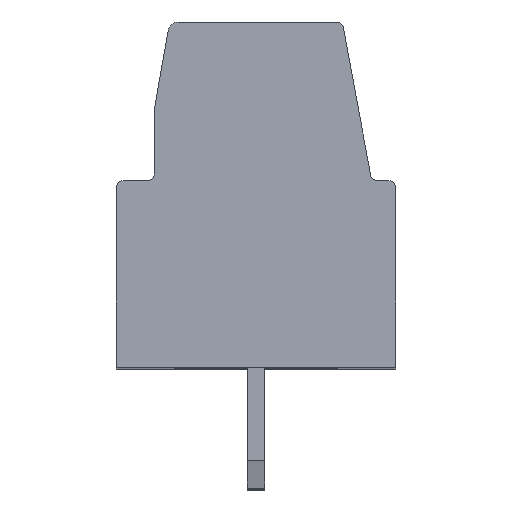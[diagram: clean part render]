
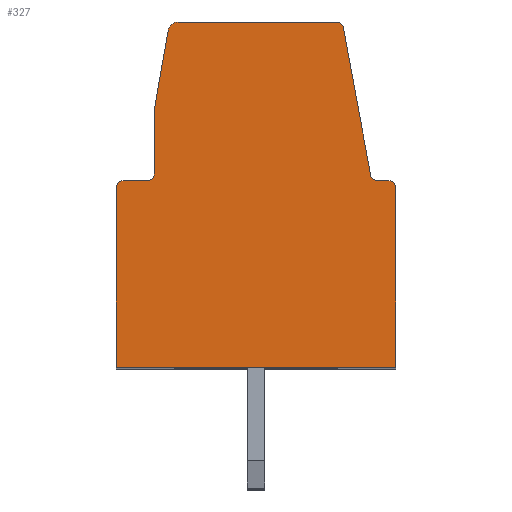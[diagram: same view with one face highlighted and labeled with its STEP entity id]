
A CAD part, top view. The second image highlights one B-rep face of the part: STEP entity #327.
In plain terms, the highlighted planar face has unit normal (0, 0, 1).
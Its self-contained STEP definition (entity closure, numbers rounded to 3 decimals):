
#327 = ADVANCED_FACE( '', ( #762 ), #763, .F. );
#762 = FACE_OUTER_BOUND( '', #1336, .T. );
#763 = PLANE( '', #1337 );
#1336 = EDGE_LOOP( '', ( #2010, #2011, #2012, #2013, #2014, #2015, #2016, #2017, #2018, #2019, #2020, #2021, #2022, #2023, #2024 ) );
#1337 = AXIS2_PLACEMENT_3D( '', #2025, #2026, #2027 );
#2010 = ORIENTED_EDGE( '', *, *, #3711, .T. );
#2011 = ORIENTED_EDGE( '', *, *, #3712, .T. );
#2012 = ORIENTED_EDGE( '', *, *, #3713, .F. );
#2013 = ORIENTED_EDGE( '', *, *, #3714, .T. );
#2014 = ORIENTED_EDGE( '', *, *, #3715, .T. );
#2015 = ORIENTED_EDGE( '', *, *, #3716, .T. );
#2016 = ORIENTED_EDGE( '', *, *, #3717, .T. );
#2017 = ORIENTED_EDGE( '', *, *, #3718, .T. );
#2018 = ORIENTED_EDGE( '', *, *, #3719, .F. );
#2019 = ORIENTED_EDGE( '', *, *, #3720, .T. );
#2020 = ORIENTED_EDGE( '', *, *, #3721, .F. );
#2021 = ORIENTED_EDGE( '', *, *, #3614, .T. );
#2022 = ORIENTED_EDGE( '', *, *, #3722, .T. );
#2023 = ORIENTED_EDGE( '', *, *, #3723, .T. );
#2024 = ORIENTED_EDGE( '', *, *, #3724, .F. );
#2025 = CARTESIAN_POINT( '', ( 0.81, -4.4, 0. ) );
#2026 = DIRECTION( '', ( 0., 0., -1. ) );
#2027 = DIRECTION( '', ( 0., 1., 0. ) );
#3614 = EDGE_CURVE( '', #4322, #4320, #4323, .T. );
#3711 = EDGE_CURVE( '', #4493, #4494, #4495, .T. );
#3712 = EDGE_CURVE( '', #4494, #4496, #4497, .T. );
#3713 = EDGE_CURVE( '', #4498, #4496, #4499, .T. );
#3714 = EDGE_CURVE( '', #4498, #4500, #4501, .T. );
#3715 = EDGE_CURVE( '', #4500, #4502, #4503, .T. );
#3716 = EDGE_CURVE( '', #4502, #4504, #4505, .T. );
#3717 = EDGE_CURVE( '', #4504, #4506, #4507, .T. );
#3718 = EDGE_CURVE( '', #4506, #4508, #4509, .T. );
#3719 = EDGE_CURVE( '', #4510, #4508, #4511, .T. );
#3720 = EDGE_CURVE( '', #4510, #4512, #4513, .T. );
#3721 = EDGE_CURVE( '', #4322, #4512, #4514, .T. );
#3722 = EDGE_CURVE( '', #4320, #4515, #4516, .T. );
#3723 = EDGE_CURVE( '', #4515, #4517, #4518, .T. );
#3724 = EDGE_CURVE( '', #4493, #4517, #4519, .T. );
#4320 = VERTEX_POINT( '', #5366 );
#4322 = VERTEX_POINT( '', #5369 );
#4323 = LINE( '', #5370, #5371 );
#4493 = VERTEX_POINT( '', #5612 );
#4494 = VERTEX_POINT( '', #5613 );
#4495 = LINE( '', #5614, #5615 );
#4496 = VERTEX_POINT( '', #5616 );
#4497 = LINE( '', #5617, #5618 );
#4498 = VERTEX_POINT( '', #5619 );
#4499 = CIRCLE( '', #5620, 0.2 );
#4500 = VERTEX_POINT( '', #5621 );
#4501 = LINE( '', #5622, #5623 );
#4502 = VERTEX_POINT( '', #5624 );
#4503 = CIRCLE( '', #5625, 0.2 );
#4504 = VERTEX_POINT( '', #5626 );
#4505 = LINE( '', #5627, #5628 );
#4506 = VERTEX_POINT( '', #5629 );
#4507 = LINE( '', #5630, #5631 );
#4508 = VERTEX_POINT( '', #5632 );
#4509 = LINE( '', #5633, #5634 );
#4510 = VERTEX_POINT( '', #5635 );
#4511 = CIRCLE( '', #5636, 0.2 );
#4512 = VERTEX_POINT( '', #5637 );
#4513 = LINE( '', #5638, #5639 );
#4514 = CIRCLE( '', #5640, 0.2 );
#4515 = VERTEX_POINT( '', #5641 );
#4516 = CIRCLE( '', #5642, 0.2 );
#4517 = VERTEX_POINT( '', #5643 );
#4518 = LINE( '', #5644, #5645 );
#4519 = CIRCLE( '', #5646, 0.3 );
#5366 = CARTESIAN_POINT( '', ( -1.52, 9.836, 0. ) );
#5369 = CARTESIAN_POINT( '', ( -0.728, 5.564, 0. ) );
#5370 = CARTESIAN_POINT( '', ( 3.721, -18.438, 0. ) );
#5371 = VECTOR( '', #6835, 1000. );
#5612 = CARTESIAN_POINT( '', ( -6.594, 9.752, 0. ) );
#5613 = CARTESIAN_POINT( '', ( -7., 7.448, 0. ) );
#5614 = CARTESIAN_POINT( '', ( -11.564, -18.438, 0. ) );
#5615 = VECTOR( '', #6928, 1000. );
#5616 = CARTESIAN_POINT( '', ( -7., 5.6, 0. ) );
#5617 = CARTESIAN_POINT( '', ( -7., -18.438, 0. ) );
#5618 = VECTOR( '', #6929, 1000. );
#5619 = CARTESIAN_POINT( '', ( -7.2, 5.4, 0. ) );
#5620 = AXIS2_PLACEMENT_3D( '', #6930, #6931, #6932 );
#5621 = CARTESIAN_POINT( '', ( -7.9, 5.4, 0. ) );
#5622 = CARTESIAN_POINT( '', ( -16.414, 5.4, 0. ) );
#5623 = VECTOR( '', #6933, 1000. );
#5624 = CARTESIAN_POINT( '', ( -8.1, 5.2, 0. ) );
#5625 = AXIS2_PLACEMENT_3D( '', #6934, #6935, #6936 );
#5626 = CARTESIAN_POINT( '', ( -8.1, 0., 0. ) );
#5627 = CARTESIAN_POINT( '', ( -8.1, -18.438, 0. ) );
#5628 = VECTOR( '', #6937, 1000. );
#5629 = CARTESIAN_POINT( '', ( 0., 0., 0. ) );
#5630 = CARTESIAN_POINT( '', ( -16.414, 0., 0. ) );
#5631 = VECTOR( '', #6938, 1000. );
#5632 = CARTESIAN_POINT( '', ( 0., 5.2, 0. ) );
#5633 = CARTESIAN_POINT( '', ( 0., -18.438, 0. ) );
#5634 = VECTOR( '', #6939, 1000. );
#5635 = CARTESIAN_POINT( '', ( -0.2, 5.4, 0. ) );
#5636 = AXIS2_PLACEMENT_3D( '', #6940, #6941, #6942 );
#5637 = CARTESIAN_POINT( '', ( -0.531, 5.4, 0. ) );
#5638 = CARTESIAN_POINT( '', ( -16.414, 5.4, 0. ) );
#5639 = VECTOR( '', #6943, 1000. );
#5640 = AXIS2_PLACEMENT_3D( '', #6944, #6945, #6946 );
#5641 = CARTESIAN_POINT( '', ( -1.716, 10., 0. ) );
#5642 = AXIS2_PLACEMENT_3D( '', #6947, #6948, #6949 );
#5643 = CARTESIAN_POINT( '', ( -6.298, 10., 0. ) );
#5644 = CARTESIAN_POINT( '', ( -16.414, 10., 0. ) );
#5645 = VECTOR( '', #6950, 1000. );
#5646 = AXIS2_PLACEMENT_3D( '', #6951, #6952, #6953 );
#6835 = DIRECTION( '', ( -0.182, 0.983, 0. ) );
#6928 = DIRECTION( '', ( -0.174, -0.985, 0. ) );
#6929 = DIRECTION( '', ( 0., -1., 0. ) );
#6930 = CARTESIAN_POINT( '', ( -7.2, 5.6, 0. ) );
#6931 = DIRECTION( '', ( 0., 0., 1. ) );
#6932 = DIRECTION( '', ( 1., 0., 0. ) );
#6933 = DIRECTION( '', ( -1., 0., 0. ) );
#6934 = CARTESIAN_POINT( '', ( -7.9, 5.2, 0. ) );
#6935 = DIRECTION( '', ( 0., 0., 1. ) );
#6936 = DIRECTION( '', ( 1., 0., 0. ) );
#6937 = DIRECTION( '', ( 0., -1., 0. ) );
#6938 = DIRECTION( '', ( 1., 0., 0. ) );
#6939 = DIRECTION( '', ( 0., 1., 0. ) );
#6940 = CARTESIAN_POINT( '', ( -0.2, 5.2, 0. ) );
#6941 = DIRECTION( '', ( 0., 0., -1. ) );
#6942 = DIRECTION( '', ( -1., 0., 0. ) );
#6943 = DIRECTION( '', ( -1., 0., 0. ) );
#6944 = CARTESIAN_POINT( '', ( -0.531, 5.6, 0. ) );
#6945 = DIRECTION( '', ( 0., 0., 1. ) );
#6946 = DIRECTION( '', ( 1., 0., 0. ) );
#6947 = CARTESIAN_POINT( '', ( -1.716, 9.8, 0. ) );
#6948 = DIRECTION( '', ( 0., 0., 1. ) );
#6949 = DIRECTION( '', ( 1., 0., 0. ) );
#6950 = DIRECTION( '', ( -1., 0., 0. ) );
#6951 = CARTESIAN_POINT( '', ( -6.298, 9.7, 0. ) );
#6952 = DIRECTION( '', ( 0., 0., -1. ) );
#6953 = DIRECTION( '', ( -1., 0., 0. ) );
